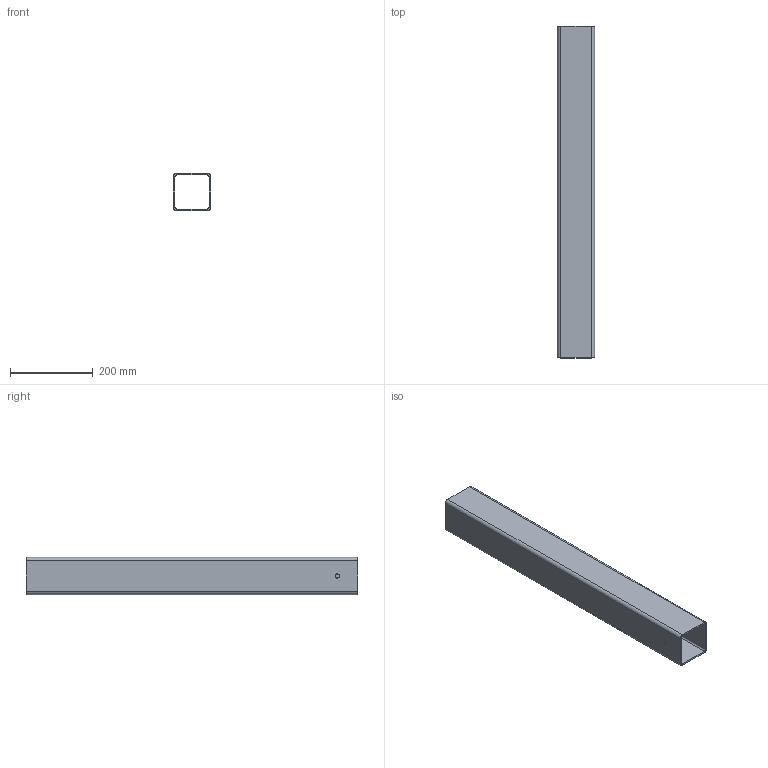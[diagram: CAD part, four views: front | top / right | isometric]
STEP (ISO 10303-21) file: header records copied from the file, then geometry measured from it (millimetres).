
FILE_DESCRIPTION(/* description */ ('STEP AP214'),/* implementation_level */ '2;1');
FILE_NAME(/* name */ '689dda1a3717580a46aa7f51',/* time_stamp */ '2025-08-14T12:44:11Z',/* author */ (''),/* organization */ (''),/* preprocessor_version */ 'ST-DEVELOPER v20',/* originating_system */ 'ONSHAPE BY PTC INC, 1.202',/* authorisation */ ' ');
FILE_SCHEMA (('AUTOMOTIVE_DESIGN {1 0 10303 214 3 1 1}'));
Length unit declared in the file: metre
Products named in the file (1): TUBE CARRE
Bounding box: 90 x 800 x 90 mm (x, y, z)
Volume: 1067523 mm3; surface area: 536556.8 mm2
Topology: 1 solids, 1 shells, 19 faces, 51 edges, 34 vertices
Faces by surface type: plane 10, cylinder 9
Full cylindrical faces by diameter (mm): 10 x1
Entity records: 636 total; most frequent: DIRECTION 108, CARTESIAN_POINT 104, ORIENTED_EDGE 100, EDGE_CURVE 50, AXIS2_PLACEMENT_3D 38, VERTEX_POINT 34, LINE 32, VECTOR 32
